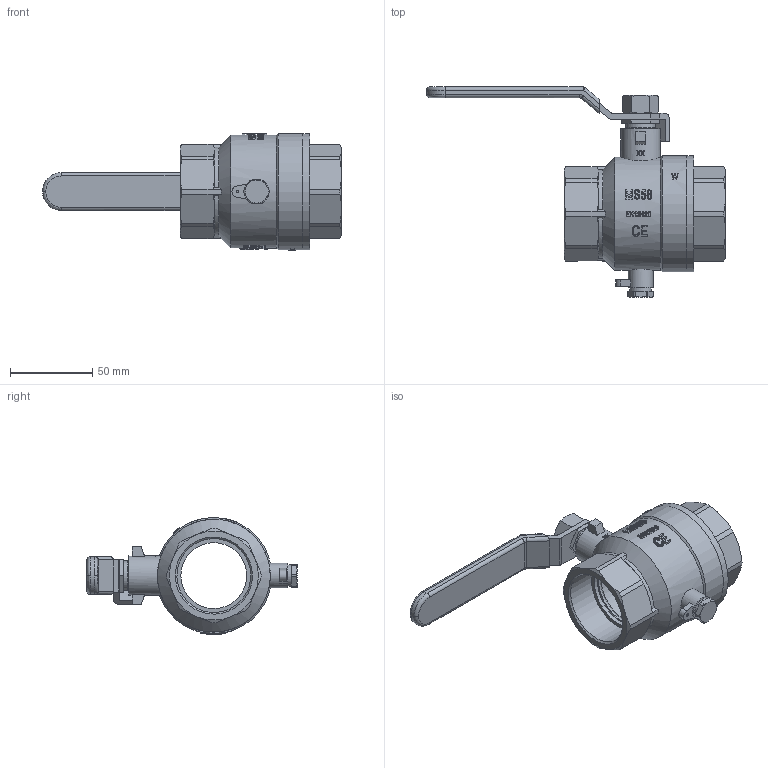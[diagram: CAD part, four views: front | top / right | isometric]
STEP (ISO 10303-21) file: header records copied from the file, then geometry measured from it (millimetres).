
FILE_DESCRIPTION(/* description */ ('Unknown'),/* implementation_level */ '2;1');
FILE_NAME(/* name */ '7126-08',/* time_stamp */ '2023-06-06T10:12:49+02:00',/* author */ ('Unknown'),/* organization */ ('Unknown'),/* preprocessor_version */ 'ST-DEVELOPER v18.102',/* originating_system */ 'Solid Edge',/* authorisation */ 'Unknown');
FILE_SCHEMA (('AUTOMOTIVE_DESIGN {1 0 10303 214 3 1 1}'));
Length unit declared in the file: millimetre
Products named in the file (16): 712-08; Stahlgriff; Stahl-Griff-u; Stahl-Griff; 600-1_1_4-Mutter-st.g.; Kvrper-co; Kugel; Kvrper; Einschraubteil; Schraube; Dichtung; Kugeldichtung.1; Spindel-co; Spindel; Stopfbuchse; Spindeldichtung
Assembly tree (16 placements, depth 3):
  712-08
    Stahlgriff
      Stahl-Griff-u
      Stahl-Griff
    600-1_1_4-Mutter-st.g.
    Kvrper-co
      Kugel
      Kvrper
      Einschraubteil
      Schraube
      Dichtung
      Kugeldichtung.1  x2
    Spindel-co
      Spindel
      Stopfbuchse
      Spindeldichtung
Bounding box: 181.5 x 127.5 x 71 mm (x, y, z)
Volume: 164204.2 mm3; surface area: 106630.3 mm2
Topology: 13 solids, 13 shells, 1238 faces, 3402 edges, 2250 vertices
Faces by surface type: plane 1013, cylinder 138, cone 69, bspline 10, sphere 4, torus 4
Full cylindrical faces by diameter (mm): 1.5 x1, 5 x1, 5.9 x1, 8.92 x1, 10 x2, 10.2 x1, 10.7 x1, 13 x1, 14 x2, 14.1 x2, 14.5 x1, 15 x2, 16 x1, 18 x1, 18.3 x1, 18.38 x1, 20 x1, 22 x1, 24 x1, 26 x1, 40 x5, 44 x1, 44.845 x2, 49 x4, 62 x1, 64 x1, 65 x1, 68.5 x1, 70.5 x2
Entity records: 42435 total; most frequent: CARTESIAN_POINT 9636, DIRECTION 7440, ORIENTED_EDGE 6574, EDGE_CURVE 3287, AXIS2_PLACEMENT_3D 3056, VERTEX_POINT 2216, FACE_BOUND 1395, EDGE_LOOP 1394
